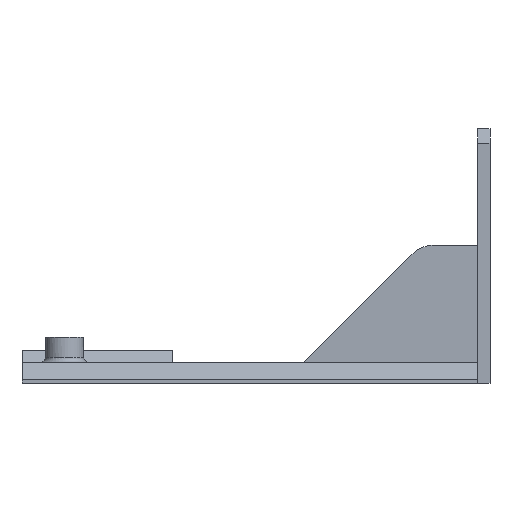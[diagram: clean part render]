
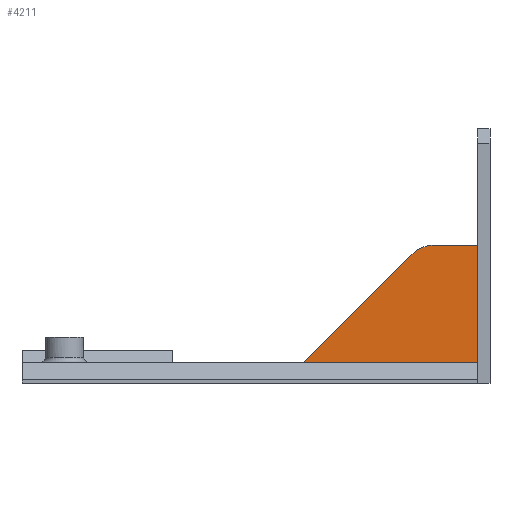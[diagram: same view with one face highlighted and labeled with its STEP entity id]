
A CAD part, front view. The second image highlights one B-rep face of the part: STEP entity #4211.
In plain terms, the highlighted planar face has unit normal (0, -1, 0).
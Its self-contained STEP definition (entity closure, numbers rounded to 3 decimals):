
#128=CIRCLE('',#4474,6.);
#195=FACE_OUTER_BOUND('',#418,.T.);
#418=EDGE_LOOP('',(#2947,#2948,#2949,#2950,#2951));
#689=LINE('',#5920,#1234);
#727=LINE('',#6104,#1272);
#732=LINE('',#6117,#1277);
#734=LINE('',#6120,#1279);
#1234=VECTOR('',#4801,10.);
#1272=VECTOR('',#4911,10.);
#1277=VECTOR('',#4924,10.);
#1279=VECTOR('',#4928,10.);
#1771=VERTEX_POINT('',#5917);
#1772=VERTEX_POINT('',#5919);
#1819=VERTEX_POINT('',#6102);
#1820=VERTEX_POINT('',#6103);
#1823=VERTEX_POINT('',#6111);
#2194=EDGE_CURVE('',#1771,#1772,#689,.T.);
#2259=EDGE_CURVE('',#1819,#1820,#727,.T.);
#2263=EDGE_CURVE('',#1819,#1823,#128,.T.);
#2266=EDGE_CURVE('',#1823,#1772,#732,.T.);
#2268=EDGE_CURVE('',#1820,#1771,#734,.T.);
#2947=ORIENTED_EDGE('',*,*,#2194,.F.);
#2948=ORIENTED_EDGE('',*,*,#2268,.F.);
#2949=ORIENTED_EDGE('',*,*,#2259,.F.);
#2950=ORIENTED_EDGE('',*,*,#2263,.T.);
#2951=ORIENTED_EDGE('',*,*,#2266,.T.);
#4021=PLANE('',#4477);
#4211=ADVANCED_FACE('',(#195),#4021,.T.);
#4474=AXIS2_PLACEMENT_3D('',#6112,#4917,#4918);
#4477=AXIS2_PLACEMENT_3D('',#6119,#4926,#4927);
#4801=DIRECTION('',(-1.,0.,0.));
#4911=DIRECTION('',(1.,0.,-0.004));
#4917=DIRECTION('center_axis',(0.,-1.,0.));
#4918=DIRECTION('ref_axis',(0.004,0.,1.));
#4924=DIRECTION('',(-0.707,0.,-0.707));
#4926=DIRECTION('center_axis',(0.,-1.,0.));
#4927=DIRECTION('ref_axis',(0.,0.,1.));
#4928=DIRECTION('',(0.,0.,-1.));
#5917=CARTESIAN_POINT('',(90.5,-75.685,7.167));
#5919=CARTESIAN_POINT('',(55.701,-75.685,7.167));
#5920=CARTESIAN_POINT('',(69.1,-75.685,7.167));
#6102=CARTESIAN_POINT('',(81.568,-75.685,30.524));
#6103=CARTESIAN_POINT('',(90.5,-75.685,30.486));
#6104=CARTESIAN_POINT('',(81.568,-75.685,30.524));
#6111=CARTESIAN_POINT('',(77.3,-75.685,28.766));
#6112=CARTESIAN_POINT('Origin',(81.543,-75.685,24.524));
#6117=CARTESIAN_POINT('',(77.3,-75.685,28.766));
#6119=CARTESIAN_POINT('Origin',(46.2,-75.685,28.404));
#6120=CARTESIAN_POINT('',(90.5,-75.685,28.403));
